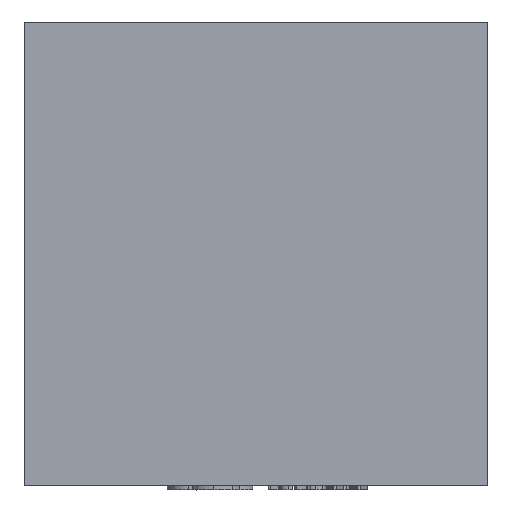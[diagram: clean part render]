
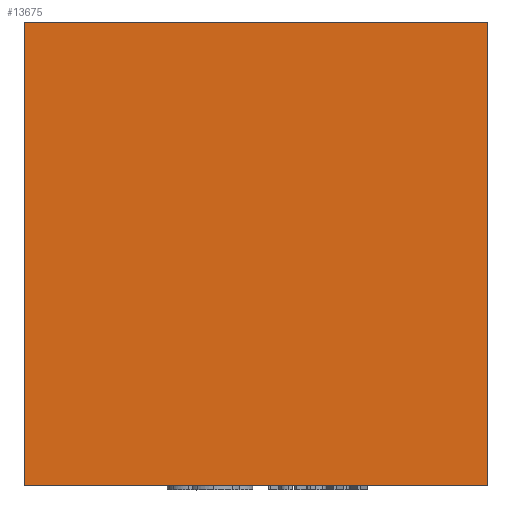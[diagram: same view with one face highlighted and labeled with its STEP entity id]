
A CAD part, top view. The second image highlights one B-rep face of the part: STEP entity #13675.
In plain terms, the highlighted planar face has unit normal (0, 0, 1).
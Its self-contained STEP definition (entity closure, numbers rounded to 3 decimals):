
#180 = CARTESIAN_POINT ( 'NONE',  ( 0.5, -0.5, 0.92 ) ) ;
#380 = EDGE_CURVE ( 'NONE', #11386, #974, #2448, .T. ) ;
#611 = VERTEX_POINT ( 'NONE', #11051 ) ;
#765 = VERTEX_POINT ( 'NONE', #9229 ) ;
#974 = VERTEX_POINT ( 'NONE', #11831 ) ;
#1528 = VECTOR ( 'NONE', #5864, 1000. ) ;
#1598 = CARTESIAN_POINT ( 'NONE',  ( 0.5, 0.5, 0.92 ) ) ;
#1697 = EDGE_CURVE ( 'NONE', #765, #611, #2878, .T. ) ;
#2283 = CARTESIAN_POINT ( 'NONE',  ( 0., 0., 0.92 ) ) ;
#2448 = LINE ( 'NONE', #8320, #5308 ) ;
#2508 = DIRECTION ( 'NONE',  ( 0., 0., -1. ) ) ;
#2878 = LINE ( 'NONE', #1598, #2939 ) ;
#2939 = VECTOR ( 'NONE', #14309, 1000. ) ;
#3119 = LINE ( 'NONE', #180, #1528 ) ;
#4541 = CARTESIAN_POINT ( 'NONE',  ( 0.5, 0.5, 0.92 ) ) ;
#4603 = CARTESIAN_POINT ( 'NONE',  ( -0.5, 0.5, 0.92 ) ) ;
#4844 = EDGE_CURVE ( 'NONE', #611, #11386, #15004, .T. ) ;
#4934 = DIRECTION ( 'NONE',  ( 0., -1., 0. ) ) ;
#5225 = ORIENTED_EDGE ( 'NONE', *, *, #1697, .T. ) ;
#5308 = VECTOR ( 'NONE', #4934, 1000. ) ;
#5359 = ORIENTED_EDGE ( 'NONE', *, *, #4844, .T. ) ;
#5864 = DIRECTION ( 'NONE',  ( 1., 0., 0. ) ) ;
#6918 = ORIENTED_EDGE ( 'NONE', *, *, #9012, .T. ) ;
#7142 = PLANE ( 'NONE',  #9791 ) ;
#7903 = ORIENTED_EDGE ( 'NONE', *, *, #380, .T. ) ;
#8320 = CARTESIAN_POINT ( 'NONE',  ( -0.5, 0.5, 0.92 ) ) ;
#9012 = EDGE_CURVE ( 'NONE', #974, #765, #3119, .T. ) ;
#9116 = DIRECTION ( 'NONE',  ( -1., 0., 0. ) ) ;
#9168 = FACE_OUTER_BOUND ( 'NONE', #9993, .T. ) ;
#9229 = CARTESIAN_POINT ( 'NONE',  ( 0.5, -0.5, 0.92 ) ) ;
#9791 = AXIS2_PLACEMENT_3D ( 'NONE', #2283, #2508, #11736 ) ;
#9993 = EDGE_LOOP ( 'NONE', ( #5225, #5359, #7903, #6918 ) ) ;
#11051 = CARTESIAN_POINT ( 'NONE',  ( 0.5, 0.5, 0.92 ) ) ;
#11386 = VERTEX_POINT ( 'NONE', #4603 ) ;
#11736 = DIRECTION ( 'NONE',  ( -1., 0., 0. ) ) ;
#11831 = CARTESIAN_POINT ( 'NONE',  ( -0.5, -0.5, 0.92 ) ) ;
#13675 = ADVANCED_FACE ( 'NONE', ( #9168 ), #7142, .F. ) ;
#14309 = DIRECTION ( 'NONE',  ( 0., 1., 0. ) ) ;
#14493 = VECTOR ( 'NONE', #9116, 1000. ) ;
#15004 = LINE ( 'NONE', #4541, #14493 ) ;
